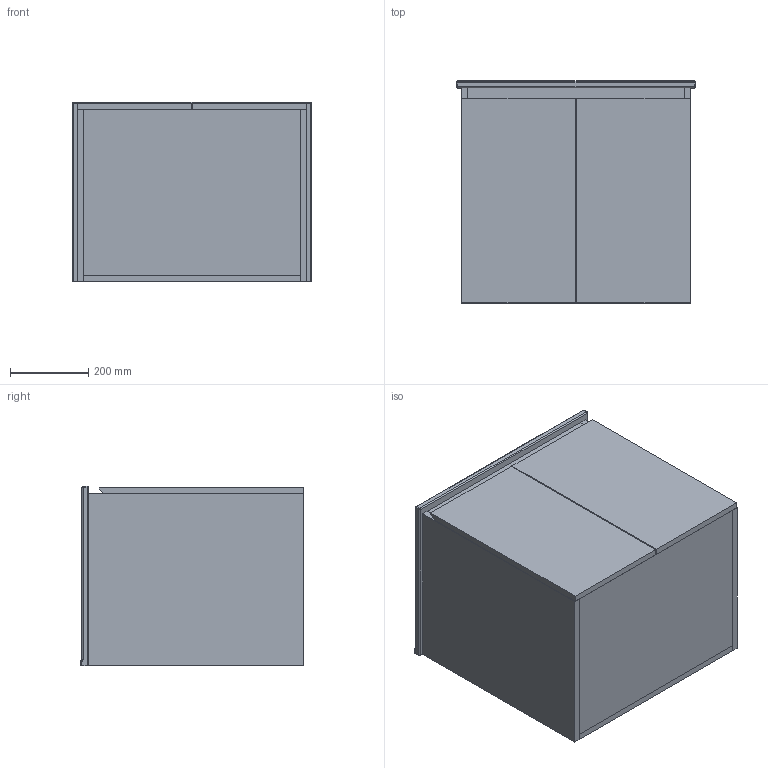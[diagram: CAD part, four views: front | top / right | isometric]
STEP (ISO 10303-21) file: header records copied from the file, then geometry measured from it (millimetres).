
FILE_DESCRIPTION (( 'STEP AP214' ), '1' );
FILE_NAME ('FD Ceramic 600 WH ASSEM.STEP', '2019-03-06T04:51:37', ( '' ), ( '' ), 'SwSTEP 2.0', 'SolidWorks 2015', '' );
FILE_SCHEMA (( 'AUTOMOTIVE_DESIGN' ));
Length unit declared in the file: millimetre
Products named in the file (5): CERAMIC OVERFLOW COVER; FD Ceramic 600 WH ASSEM; 600 Spirit top; FD Ceramic 600 WH; 600 Spirit top ASSEM
Assembly tree (4 placements, depth 3):
  FD Ceramic 600 WH ASSEM
    FD Ceramic 600 WH
    600 Spirit top ASSEM
      600 Spirit top
      CERAMIC OVERFLOW COVER
Bounding box: 610 x 569 x 460 mm (x, y, z)
Volume: 28111032.3 mm3; surface area: 3743186.5 mm2
Topology: 9 solids, 9 shells, 142 faces, 313 edges, 183 vertices
Faces by surface type: plane 88, cylinder 30, sphere 10, torus 8, bspline 6
Entity records: 4427 total; most frequent: CARTESIAN_POINT 950, DIRECTION 663, ORIENTED_EDGE 606, EDGE_CURVE 303, AXIS2_PLACEMENT_3D 228, VECTOR 207, LINE 207, VERTEX_POINT 183
